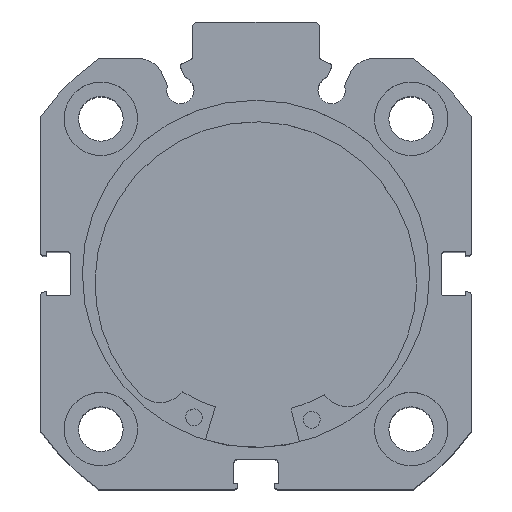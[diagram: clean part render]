
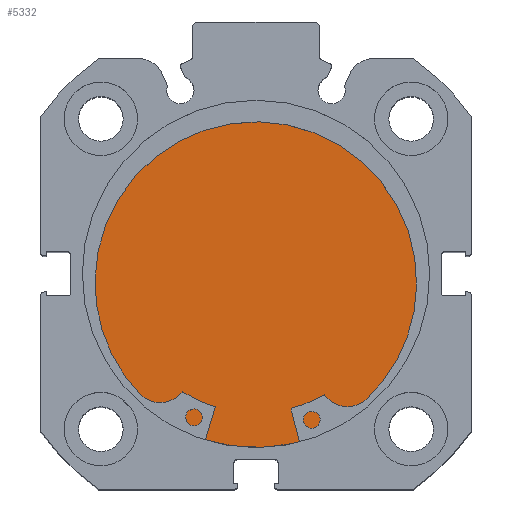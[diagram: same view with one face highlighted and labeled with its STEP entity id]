
A CAD part, top view. The second image highlights one B-rep face of the part: STEP entity #5332.
In plain terms, the highlighted face is planar.
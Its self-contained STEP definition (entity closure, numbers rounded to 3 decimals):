
#946 = CARTESIAN_POINT ( 'NONE',  ( 9., 0., 0. ) ) ;
#949 = DIRECTION ( 'NONE',  ( -1., 0., 0. ) ) ;
#950 = DIRECTION ( 'NONE',  ( 0., 0., 1. ) ) ;
#1151 = CARTESIAN_POINT ( 'NONE',  ( 9., 0., 0. ) ) ;
#1153 = DIRECTION ( 'NONE',  ( -1., 0., 0. ) ) ;
#1154 = DIRECTION ( 'NONE',  ( 0., 0., 1. ) ) ;
#1339 = AXIS2_PLACEMENT_3D ( 'NONE', #1151, #1153, #1154 ) ;
#1544 = AXIS2_PLACEMENT_3D ( 'NONE', #4196, #4198, #4199 ) ;
#2368 = EDGE_CURVE ( 'NONE', #6642, #6629, #6137, .T. ) ;
#2468 = EDGE_CURVE ( 'NONE', #6629, #6642, #6245, .T. ) ;
#2707 = AXIS2_PLACEMENT_3D ( 'NONE', #946, #949, #950 ) ;
#2792 = ORIENTED_EDGE ( 'NONE', *, *, #2368, .F. ) ;
#2799 = ORIENTED_EDGE ( 'NONE', *, *, #2468, .F. ) ;
#4196 = CARTESIAN_POINT ( 'NONE',  ( 9., 26., 0. ) ) ;
#4197 = PLANE ( 'NONE',  #1544 ) ;
#4198 = DIRECTION ( 'NONE',  ( -1., 0., 0. ) ) ;
#4199 = DIRECTION ( 'NONE',  ( 0., 0., 1. ) ) ;
#4448 = CARTESIAN_POINT ( 'NONE',  ( 9., 0., 26. ) ) ;
#4460 = CARTESIAN_POINT ( 'NONE',  ( 9., 0., -26. ) ) ;
#5014 = FACE_OUTER_BOUND ( 'NONE', #5450, .T. ) ;
#5332 = ADVANCED_FACE ( 'NONE', ( #5014 ), #4197, .F. ) ;
#5450 = EDGE_LOOP ( 'NONE', ( #2799, #2792 ) ) ;
#6137 = CIRCLE ( 'NONE', #2707, 26. ) ;
#6245 = CIRCLE ( 'NONE', #1339, 26. ) ;
#6629 = VERTEX_POINT ( 'NONE', #4448 ) ;
#6642 = VERTEX_POINT ( 'NONE', #4460 ) ;
